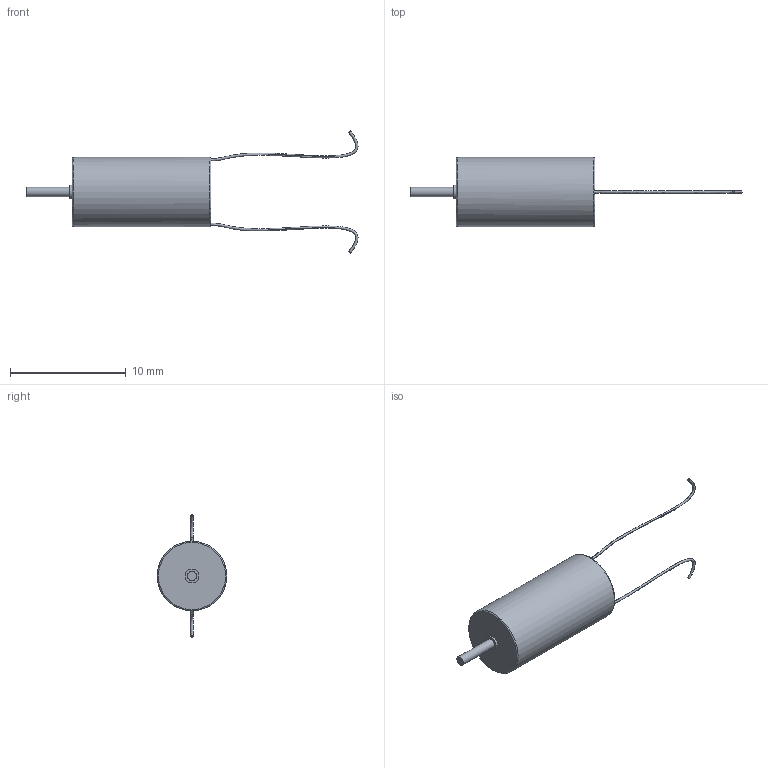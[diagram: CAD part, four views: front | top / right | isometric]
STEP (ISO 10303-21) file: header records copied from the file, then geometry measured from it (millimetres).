
FILE_DESCRIPTION(/* description */ (''),/* implementation_level */ '2;1');
FILE_NAME(/* name */ '612 coreless motor v2.step',/* time_stamp */ '2023-06-17T00:33:00+05:30',/* author */ (''),/* organization */ (''),/* preprocessor_version */ 'ST-DEVELOPER v19.2',/* originating_system */ 'Autodesk Translation Framework v12.4.0.73',/* authorisation */ '');
FILE_SCHEMA (('AUTOMOTIVE_DESIGN { 1 0 10303 214 3 1 1 }'));
Length unit declared in the file: millimetre
Products named in the file (1): 612 coreless motor
Bounding box: 28.73 x 6 x 10.57 mm (x, y, z)
Volume: 342.2 mm3; surface area: 310.1 mm2
Topology: 3 solids, 3 shells, 24 faces, 44 edges, 28 vertices
Faces by surface type: plane 16, torus 3, cylinder 3, bspline 2
Full cylindrical faces by diameter (mm): 0.8 x1, 1.2 x1, 6 x1
Entity records: 1065 total; most frequent: CARTESIAN_POINT 525, DIRECTION 103, ORIENTED_EDGE 88, EDGE_CURVE 44, AXIS2_PLACEMENT_3D 42, VERTEX_POINT 28, EDGE_LOOP 26, FACE_OUTER_BOUND 24
